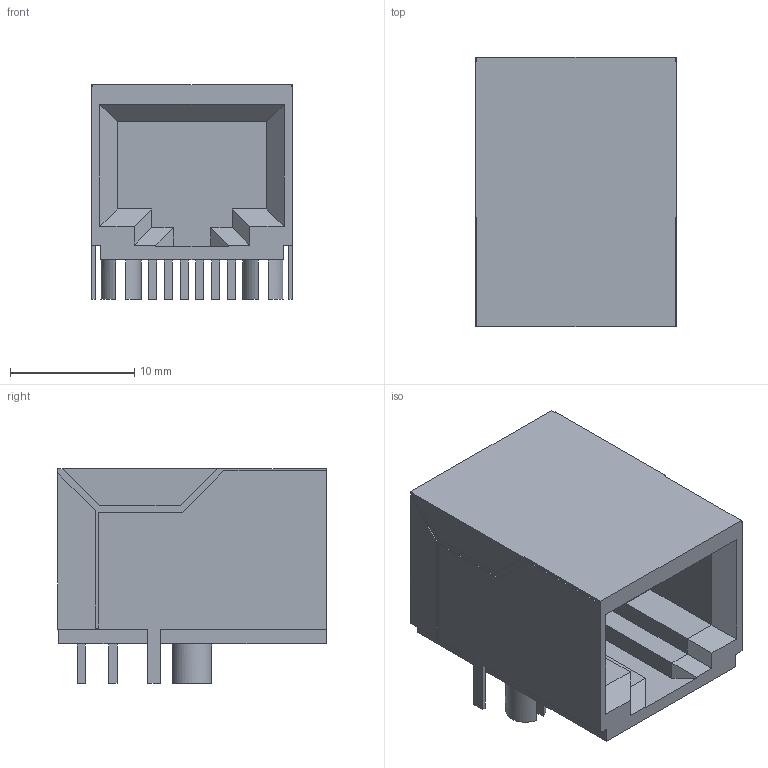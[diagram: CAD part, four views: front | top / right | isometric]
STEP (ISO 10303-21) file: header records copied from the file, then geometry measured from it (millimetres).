
FILE_DESCRIPTION(/* description */ (''),/* implementation_level */ '2;1');
FILE_NAME(/* name */ 'rj45.stp',/* time_stamp */ '2018-08-11T11:44:20+02:00',/* author */ ('Thartarus'),/* organization */ (''),/* preprocessor_version */ 'ST-DEVELOPER v16.13',/* originating_system */ 'Autodesk Inventor 2018',/* authorisation */ '');
FILE_SCHEMA (('AUTOMOTIVE_DESIGN { 1 0 10303 214 3 1 1 }'));
Length unit declared in the file: millimetre
Products named in the file (1): rj45
Bounding box: 16.13 x 21.59 x 17.27 mm (x, y, z)
Volume: 3823.5 mm3; surface area: 2391.2 mm2
Topology: 1 solids, 1 shells, 144 faces, 377 edges, 242 vertices
Faces by surface type: plane 140, cylinder 4
Entity records: 4454 total; most frequent: CARTESIAN_POINT 764, ORIENTED_EDGE 754, DIRECTION 679, EDGE_CURVE 377, LINE 365, VECTOR 365, VERTEX_POINT 242, AXIS2_PLACEMENT_3D 157
